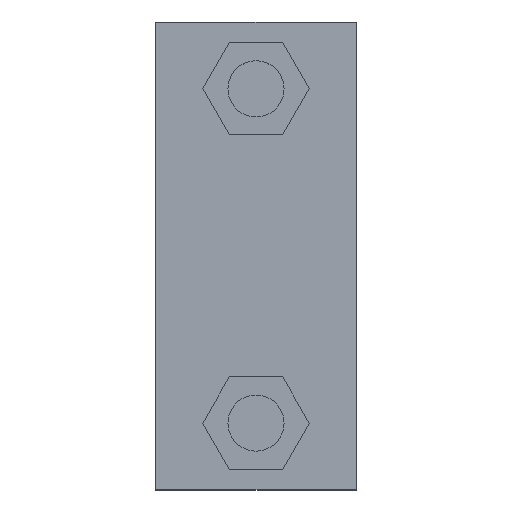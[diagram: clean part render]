
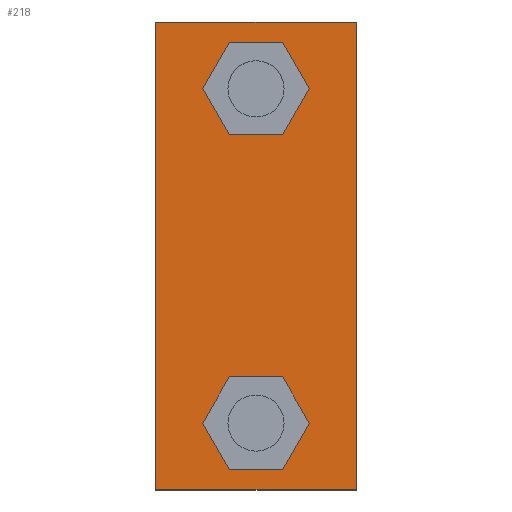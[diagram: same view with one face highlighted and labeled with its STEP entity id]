
A CAD part, top view. The second image highlights one B-rep face of the part: STEP entity #218.
In plain terms, the highlighted planar face has unit normal (0, 0, 1).
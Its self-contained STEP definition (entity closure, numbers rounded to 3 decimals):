
#3 = CARTESIAN_POINT ( 'NONE',  ( 1.992, -9.05, 1. ) ) ;
#7 = DIRECTION ( 'NONE',  ( 0.5, -0.866, 0. ) ) ;
#9 = LINE ( 'NONE', #111, #171 ) ;
#26 = CARTESIAN_POINT ( 'NONE',  ( -1.992, -15.95, 1. ) ) ;
#47 = CARTESIAN_POINT ( 'NONE',  ( -7.5, 17.5, 1. ) ) ;
#64 = DIRECTION ( 'NONE',  ( -1., 0., 0. ) ) ;
#67 = VECTOR ( 'NONE', #209, 1000. ) ;
#71 = ORIENTED_EDGE ( 'NONE', *, *, #292, .F. ) ;
#85 = CARTESIAN_POINT ( 'NONE',  ( 1.992, 15.95, 1. ) ) ;
#91 = VERTEX_POINT ( 'NONE', #742 ) ;
#97 = DIRECTION ( 'NONE',  ( 0., 0., -1. ) ) ;
#100 = DIRECTION ( 'NONE',  ( -0.5, 0.866, 0. ) ) ;
#111 = CARTESIAN_POINT ( 'NONE',  ( 1.992, -15.95, 1. ) ) ;
#115 = ORIENTED_EDGE ( 'NONE', *, *, #212, .F. ) ;
#119 = DIRECTION ( 'NONE',  ( 0.5, 0.866, 0. ) ) ;
#132 = VECTOR ( 'NONE', #7, 1000. ) ;
#139 = EDGE_CURVE ( 'NONE', #300, #640, #238, .T. ) ;
#143 = DIRECTION ( 'NONE',  ( 0., -1., 0. ) ) ;
#145 = LINE ( 'NONE', #26, #172 ) ;
#153 = VECTOR ( 'NONE', #243, 1000. ) ;
#154 = CARTESIAN_POINT ( 'NONE',  ( -1.992, -9.05, 1. ) ) ;
#156 = CARTESIAN_POINT ( 'NONE',  ( 3.984, 12.5, 1. ) ) ;
#160 = EDGE_CURVE ( 'NONE', #576, #272, #314, .T. ) ;
#161 = CARTESIAN_POINT ( 'NONE',  ( 0., 0., 1. ) ) ;
#171 = VECTOR ( 'NONE', #119, 1000. ) ;
#172 = VECTOR ( 'NONE', #264, 1000. ) ;
#173 = DIRECTION ( 'NONE',  ( 1., 0., 0. ) ) ;
#174 = ORIENTED_EDGE ( 'NONE', *, *, #663, .F. ) ;
#182 = LINE ( 'NONE', #647, #132 ) ;
#183 = VECTOR ( 'NONE', #770, 1000. ) ;
#205 = DIRECTION ( 'NONE',  ( -0.5, -0.866, 0. ) ) ;
#209 = DIRECTION ( 'NONE',  ( -1., 0., 0. ) ) ;
#212 = EDGE_CURVE ( 'NONE', #463, #350, #585, .T. ) ;
#218 = ADVANCED_FACE ( 'NONE', ( #454, #290, #232 ), #457, .F. ) ;
#229 = CARTESIAN_POINT ( 'NONE',  ( 1.992, 9.05, 1. ) ) ;
#232 = FACE_BOUND ( 'NONE', #282, .T. ) ;
#233 = CARTESIAN_POINT ( 'NONE',  ( -1.992, -15.95, 1. ) ) ;
#238 = LINE ( 'NONE', #597, #479 ) ;
#242 = VECTOR ( 'NONE', #64, 1000. ) ;
#243 = DIRECTION ( 'NONE',  ( 0.5, 0.866, 0. ) ) ;
#257 = ORIENTED_EDGE ( 'NONE', *, *, #139, .F. ) ;
#259 = DIRECTION ( 'NONE',  ( 1., 0., 0. ) ) ;
#264 = DIRECTION ( 'NONE',  ( 1., 0., 0. ) ) ;
#272 = VERTEX_POINT ( 'NONE', #625 ) ;
#279 = LINE ( 'NONE', #156, #338 ) ;
#282 = EDGE_LOOP ( 'NONE', ( #606, #702, #115, #492, #174, #257 ) ) ;
#286 = CARTESIAN_POINT ( 'NONE',  ( -3.984, -12.5, 1. ) ) ;
#290 = FACE_OUTER_BOUND ( 'NONE', #328, .T. ) ;
#292 = EDGE_CURVE ( 'NONE', #741, #743, #669, .T. ) ;
#296 = EDGE_CURVE ( 'NONE', #350, #346, #145, .T. ) ;
#297 = VERTEX_POINT ( 'NONE', #496 ) ;
#299 = CARTESIAN_POINT ( 'NONE',  ( -1.992, 15.95, 1. ) ) ;
#300 = VERTEX_POINT ( 'NONE', #435 ) ;
#305 = VECTOR ( 'NONE', #711, 1000. ) ;
#309 = ORIENTED_EDGE ( 'NONE', *, *, #681, .F. ) ;
#314 = LINE ( 'NONE', #414, #153 ) ;
#321 = EDGE_CURVE ( 'NONE', #297, #463, #322, .T. ) ;
#322 = LINE ( 'NONE', #154, #365 ) ;
#327 = ORIENTED_EDGE ( 'NONE', *, *, #718, .F. ) ;
#328 = EDGE_LOOP ( 'NONE', ( #511, #710, #438, #675 ) ) ;
#338 = VECTOR ( 'NONE', #100, 1000. ) ;
#343 = EDGE_CURVE ( 'NONE', #763, #91, #602, .T. ) ;
#346 = VERTEX_POINT ( 'NONE', #646 ) ;
#350 = VERTEX_POINT ( 'NONE', #233 ) ;
#365 = VECTOR ( 'NONE', #205, 1000. ) ;
#370 = CARTESIAN_POINT ( 'NONE',  ( -1.992, 9.05, 1. ) ) ;
#374 = CARTESIAN_POINT ( 'NONE',  ( -7.5, -17.5, 1. ) ) ;
#381 = VECTOR ( 'NONE', #143, 1000. ) ;
#389 = VERTEX_POINT ( 'NONE', #568 ) ;
#394 = EDGE_CURVE ( 'NONE', #272, #741, #279, .T. ) ;
#395 = VERTEX_POINT ( 'NONE', #499 ) ;
#414 = CARTESIAN_POINT ( 'NONE',  ( 1.992, 9.05, 1. ) ) ;
#435 = CARTESIAN_POINT ( 'NONE',  ( 3.984, -12.5, 1. ) ) ;
#438 = ORIENTED_EDGE ( 'NONE', *, *, #769, .T. ) ;
#449 = DIRECTION ( 'NONE',  ( -0.5, -0.866, 0. ) ) ;
#453 = VECTOR ( 'NONE', #173, 1000. ) ;
#454 = FACE_BOUND ( 'NONE', #661, .T. ) ;
#457 = PLANE ( 'NONE',  #722 ) ;
#460 = LINE ( 'NONE', #47, #607 ) ;
#463 = VERTEX_POINT ( 'NONE', #697 ) ;
#465 = CARTESIAN_POINT ( 'NONE',  ( 1.992, -9.05, 1. ) ) ;
#472 = EDGE_CURVE ( 'NONE', #395, #763, #582, .T. ) ;
#479 = VECTOR ( 'NONE', #653, 1000. ) ;
#485 = EDGE_CURVE ( 'NONE', #346, #300, #9, .T. ) ;
#488 = EDGE_CURVE ( 'NONE', #91, #692, #460, .T. ) ;
#492 = ORIENTED_EDGE ( 'NONE', *, *, #321, .F. ) ;
#495 = CARTESIAN_POINT ( 'NONE',  ( -1.992, 15.95, 1. ) ) ;
#496 = CARTESIAN_POINT ( 'NONE',  ( -1.992, -9.05, 1. ) ) ;
#499 = CARTESIAN_POINT ( 'NONE',  ( -7.5, -17.5, 1. ) ) ;
#506 = ORIENTED_EDGE ( 'NONE', *, *, #610, .F. ) ;
#511 = ORIENTED_EDGE ( 'NONE', *, *, #343, .T. ) ;
#519 = CARTESIAN_POINT ( 'NONE',  ( -7.5, -17.5, 1. ) ) ;
#522 = CARTESIAN_POINT ( 'NONE',  ( 7.5, -17.5, 1. ) ) ;
#527 = LINE ( 'NONE', #465, #242 ) ;
#545 = CARTESIAN_POINT ( 'NONE',  ( 1.992, 15.95, 1. ) ) ;
#568 = CARTESIAN_POINT ( 'NONE',  ( -3.984, 12.5, 1. ) ) ;
#573 = DIRECTION ( 'NONE',  ( -1., 0., 0. ) ) ;
#576 = VERTEX_POINT ( 'NONE', #229 ) ;
#582 = LINE ( 'NONE', #519, #453 ) ;
#585 = LINE ( 'NONE', #286, #183 ) ;
#597 = CARTESIAN_POINT ( 'NONE',  ( 3.984, -12.5, 1. ) ) ;
#602 = LINE ( 'NONE', #522, #305 ) ;
#606 = ORIENTED_EDGE ( 'NONE', *, *, #485, .F. ) ;
#607 = VECTOR ( 'NONE', #723, 1000. ) ;
#610 = EDGE_CURVE ( 'NONE', #743, #389, #772, .T. ) ;
#621 = CARTESIAN_POINT ( 'NONE',  ( -7.5, 17.5, 1. ) ) ;
#623 = LINE ( 'NONE', #370, #746 ) ;
#625 = CARTESIAN_POINT ( 'NONE',  ( 3.984, 12.5, 1. ) ) ;
#626 = VERTEX_POINT ( 'NONE', #707 ) ;
#640 = VERTEX_POINT ( 'NONE', #3 ) ;
#641 = VECTOR ( 'NONE', #449, 1000. ) ;
#646 = CARTESIAN_POINT ( 'NONE',  ( 1.992, -15.95, 1. ) ) ;
#647 = CARTESIAN_POINT ( 'NONE',  ( -3.984, 12.5, 1. ) ) ;
#652 = ORIENTED_EDGE ( 'NONE', *, *, #160, .F. ) ;
#653 = DIRECTION ( 'NONE',  ( -0.5, 0.866, 0. ) ) ;
#661 = EDGE_LOOP ( 'NONE', ( #652, #327, #309, #506, #71, #760 ) ) ;
#663 = EDGE_CURVE ( 'NONE', #640, #297, #527, .T. ) ;
#669 = LINE ( 'NONE', #545, #67 ) ;
#675 = ORIENTED_EDGE ( 'NONE', *, *, #472, .T. ) ;
#677 = LINE ( 'NONE', #374, #381 ) ;
#681 = EDGE_CURVE ( 'NONE', #389, #626, #182, .T. ) ;
#692 = VERTEX_POINT ( 'NONE', #621 ) ;
#697 = CARTESIAN_POINT ( 'NONE',  ( -3.984, -12.5, 1. ) ) ;
#702 = ORIENTED_EDGE ( 'NONE', *, *, #296, .F. ) ;
#707 = CARTESIAN_POINT ( 'NONE',  ( -1.992, 9.05, 1. ) ) ;
#710 = ORIENTED_EDGE ( 'NONE', *, *, #488, .T. ) ;
#711 = DIRECTION ( 'NONE',  ( 0., 1., 0. ) ) ;
#718 = EDGE_CURVE ( 'NONE', #626, #576, #623, .T. ) ;
#722 = AXIS2_PLACEMENT_3D ( 'NONE', #161, #97, #573 ) ;
#723 = DIRECTION ( 'NONE',  ( -1., 0., 0. ) ) ;
#738 = CARTESIAN_POINT ( 'NONE',  ( 7.5, -17.5, 1. ) ) ;
#741 = VERTEX_POINT ( 'NONE', #85 ) ;
#742 = CARTESIAN_POINT ( 'NONE',  ( 7.5, 17.5, 1. ) ) ;
#743 = VERTEX_POINT ( 'NONE', #495 ) ;
#746 = VECTOR ( 'NONE', #259, 1000. ) ;
#760 = ORIENTED_EDGE ( 'NONE', *, *, #394, .F. ) ;
#763 = VERTEX_POINT ( 'NONE', #738 ) ;
#769 = EDGE_CURVE ( 'NONE', #692, #395, #677, .T. ) ;
#770 = DIRECTION ( 'NONE',  ( 0.5, -0.866, 0. ) ) ;
#772 = LINE ( 'NONE', #299, #641 ) ;
